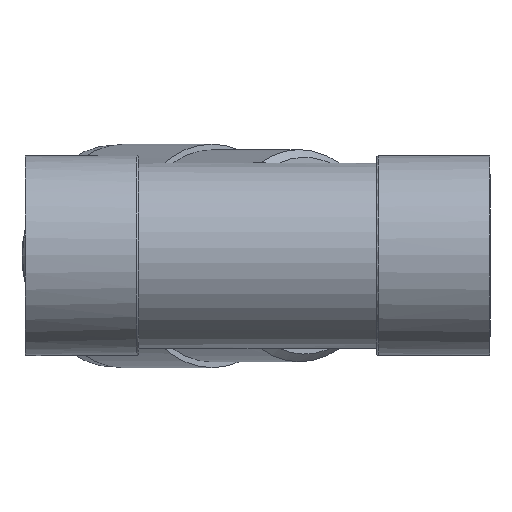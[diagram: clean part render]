
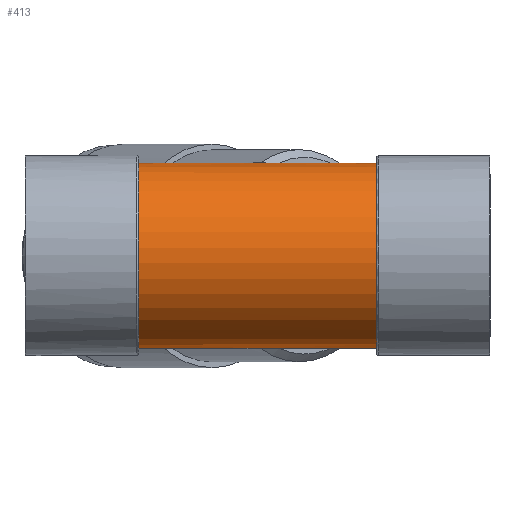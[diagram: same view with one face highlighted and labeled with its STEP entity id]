
A CAD part, top view. The second image highlights one B-rep face of the part: STEP entity #413.
In plain terms, the highlighted cylindrical face has radius 48.5 mm (diameter 97 mm), a partial arc.
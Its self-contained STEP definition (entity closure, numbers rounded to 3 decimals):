
#28=ELLIPSE($,#460,75.453,48.5);
#29=ELLIPSE($,#469,75.453,48.5);
#30=ELLIPSE($,#470,75.453,48.5);
#31=ELLIPSE($,#472,75.453,48.5);
#38=B_SPLINE_CURVE_WITH_KNOTS($,3,(#750,#751,#752,#753,#754,#755,#756,#757),
 .UNSPECIFIED.,.F.,.F.,(4,2,2,4),(21.702,21.835,22.608,
22.623),.UNSPECIFIED.);
#39=B_SPLINE_CURVE_WITH_KNOTS($,3,(#761,#762,#763,#764,#765,#766),
 .UNSPECIFIED.,.F.,.F.,(4,2,4),(13.771,14.305,14.785),
 .UNSPECIFIED.);
#41=B_SPLINE_CURVE_WITH_KNOTS($,3,(#792,#793,#794,#795,#796,#797,#798,#799),
 .UNSPECIFIED.,.F.,.F.,(4,2,2,4),(25.687,25.702,26.475,
26.608),.UNSPECIFIED.);
#43=B_SPLINE_CURVE_WITH_KNOTS($,3,(#822,#823,#824,#825,#826,#827),
 .UNSPECIFIED.,.F.,.F.,(4,2,4),(33.526,34.006,34.54),
 .UNSPECIFIED.);
#44=B_SPLINE_CURVE_WITH_KNOTS($,3,(#831,#832,#833,#834,#835,#836,#837,#838,
#839,#840,#841,#842,#843,#844),.UNSPECIFIED.,.F.,.F.,(4,2,2,2,2,2,4),(1.836,
3.082,4.725,6.368,7.711,9.053,
9.237),.UNSPECIFIED.);
#45=B_SPLINE_CURVE_WITH_KNOTS($,3,(#847,#848,#849,#850,#851,#852,#853,#854,
#855,#856,#857,#858,#859,#860),.UNSPECIFIED.,.F.,.F.,(4,2,2,2,2,2,4),(23.861,
24.044,25.322,26.6,28.166,29.732,
31.258),.UNSPECIFIED.);
#83=CYLINDRICAL_SURFACE($,#481,48.5);
#107=FACE_OUTER_BOUND($,#149,.T.);
#149=EDGE_LOOP($,(#362,#363,#364,#365,#366,#367,#368,#369,#370,#371,#372,
#373));
#175=CIRCLE($,#475,48.5);
#177=CIRCLE($,#480,48.5);
#202=VERTEX_POINT($,#748);
#203=VERTEX_POINT($,#749);
#204=VERTEX_POINT($,#758);
#205=VERTEX_POINT($,#760);
#208=VERTEX_POINT($,#790);
#209=VERTEX_POINT($,#791);
#212=VERTEX_POINT($,#819);
#213=VERTEX_POINT($,#821);
#214=VERTEX_POINT($,#830);
#215=VERTEX_POINT($,#845);
#216=VERTEX_POINT($,#864);
#217=VERTEX_POINT($,#867);
#243=EDGE_CURVE($,#202,#203,#38,.T.);
#245=EDGE_CURVE($,#204,#205,#39,.F.);
#249=EDGE_CURVE($,#204,#202,#28,.T.);
#250=EDGE_CURVE($,#208,#209,#41,.F.);
#254=EDGE_CURVE($,#212,#213,#43,.F.);
#256=EDGE_CURVE($,#214,#205,#44,.T.);
#258=EDGE_CURVE($,#212,#215,#45,.T.);
#262=EDGE_CURVE($,#215,#216,#29,.T.);
#263=EDGE_CURVE($,#217,#214,#30,.T.);
#265=EDGE_CURVE($,#208,#213,#31,.T.);
#267=EDGE_CURVE($,#217,#216,#175,.T.);
#269=EDGE_CURVE($,#203,#209,#177,.T.);
#362=ORIENTED_EDGE($,*,*,#262,.T.);
#363=ORIENTED_EDGE($,*,*,#267,.F.);
#364=ORIENTED_EDGE($,*,*,#263,.T.);
#365=ORIENTED_EDGE($,*,*,#256,.T.);
#366=ORIENTED_EDGE($,*,*,#245,.F.);
#367=ORIENTED_EDGE($,*,*,#249,.T.);
#368=ORIENTED_EDGE($,*,*,#243,.T.);
#369=ORIENTED_EDGE($,*,*,#269,.T.);
#370=ORIENTED_EDGE($,*,*,#250,.F.);
#371=ORIENTED_EDGE($,*,*,#265,.T.);
#372=ORIENTED_EDGE($,*,*,#254,.F.);
#373=ORIENTED_EDGE($,*,*,#258,.T.);
#413=ADVANCED_FACE($,(#107),#83,.T.);
#460=AXIS2_PLACEMENT_3D($,#788,#569,#570);
#469=AXIS2_PLACEMENT_3D($,#866,#588,#589);
#470=AXIS2_PLACEMENT_3D($,#868,#590,#591);
#472=AXIS2_PLACEMENT_3D($,#871,#595,#596);
#475=AXIS2_PLACEMENT_3D($,#874,#601,#602);
#480=AXIS2_PLACEMENT_3D($,#879,#611,#612);
#481=AXIS2_PLACEMENT_3D($,#880,#613,#614);
#569=DIRECTION('center_axis',(-0.643,0.,-0.766));
#570=DIRECTION('ref_axis',(0.766,0.,-0.643));
#588=DIRECTION('center_axis',(-0.643,0.,-0.766));
#589=DIRECTION('ref_axis',(0.766,0.,-0.643));
#590=DIRECTION('center_axis',(-0.643,0.,-0.766));
#591=DIRECTION('ref_axis',(0.766,0.,-0.643));
#595=DIRECTION('center_axis',(-0.643,0.,-0.766));
#596=DIRECTION('ref_axis',(0.766,0.,-0.643));
#601=DIRECTION('center_axis',(1.,0.,0.));
#602=DIRECTION('ref_axis',(0.,0.,-1.));
#611=DIRECTION('center_axis',(1.,0.,0.));
#612=DIRECTION('ref_axis',(0.,0.,-1.));
#613=DIRECTION('center_axis',(1.,0.,0.));
#614=DIRECTION('ref_axis',(0.,0.,-1.));
#748=CARTESIAN_POINT('',(18.887,-24.022,42.133));
#749=CARTESIAN_POINT('',(16.,-15.536,45.944));
#750=CARTESIAN_POINT('Ctrl Pts',(18.887,-24.022,42.133));
#751=CARTESIAN_POINT('Ctrl Pts',(18.722,-23.645,42.348));
#752=CARTESIAN_POINT('Ctrl Pts',(18.559,-23.262,42.559));
#753=CARTESIAN_POINT('Ctrl Pts',(17.479,-20.624,43.971));
#754=CARTESIAN_POINT('Ctrl Pts',(16.68,-18.201,45.034));
#755=CARTESIAN_POINT('Ctrl Pts',(16.024,-15.631,45.912));
#756=CARTESIAN_POINT('Ctrl Pts',(16.012,-15.584,45.928));
#757=CARTESIAN_POINT('Ctrl Pts',(16.,-15.536,45.944));
#758=CARTESIAN_POINT('',(67.113,-48.471,1.666));
#760=CARTESIAN_POINT('',(77.054,-48.478,-1.453));
#761=CARTESIAN_POINT('Ctrl Pts',(77.054,-48.478,-1.453));
#762=CARTESIAN_POINT('Ctrl Pts',(75.266,-48.492,-0.995));
#763=CARTESIAN_POINT('Ctrl Pts',(73.497,-48.501,-0.492));
#764=CARTESIAN_POINT('Ctrl Pts',(70.185,-48.499,0.555));
#765=CARTESIAN_POINT('Ctrl Pts',(68.638,-48.491,1.09));
#766=CARTESIAN_POINT('Ctrl Pts',(67.113,-48.471,1.666));
#788=CARTESIAN_POINT('Origin',(69.099,0.,0.));
#790=CARTESIAN_POINT('',(18.887,24.022,42.133));
#791=CARTESIAN_POINT('',(16.,15.536,45.944));
#792=CARTESIAN_POINT('Ctrl Pts',(16.,15.536,45.944));
#793=CARTESIAN_POINT('Ctrl Pts',(16.012,15.584,45.928));
#794=CARTESIAN_POINT('Ctrl Pts',(16.024,15.631,45.912));
#795=CARTESIAN_POINT('Ctrl Pts',(16.68,18.201,45.034));
#796=CARTESIAN_POINT('Ctrl Pts',(17.479,20.624,43.971));
#797=CARTESIAN_POINT('Ctrl Pts',(18.559,23.262,42.559));
#798=CARTESIAN_POINT('Ctrl Pts',(18.722,23.645,42.348));
#799=CARTESIAN_POINT('Ctrl Pts',(18.887,24.022,42.133));
#819=CARTESIAN_POINT('',(77.054,48.478,-1.453));
#821=CARTESIAN_POINT('',(67.113,48.471,1.666));
#822=CARTESIAN_POINT('Ctrl Pts',(67.113,48.471,1.666));
#823=CARTESIAN_POINT('Ctrl Pts',(68.638,48.491,1.09));
#824=CARTESIAN_POINT('Ctrl Pts',(70.185,48.499,0.555));
#825=CARTESIAN_POINT('Ctrl Pts',(73.497,48.501,-0.492));
#826=CARTESIAN_POINT('Ctrl Pts',(75.266,48.492,-0.995));
#827=CARTESIAN_POINT('Ctrl Pts',(77.054,48.478,-1.453));
#830=CARTESIAN_POINT('',(138.875,-27.932,39.649));
#831=CARTESIAN_POINT('Ctrl Pts',(138.875,-27.932,39.649));
#832=CARTESIAN_POINT('Ctrl Pts',(135.543,-30.398,37.912));
#833=CARTESIAN_POINT('Ctrl Pts',(132.05,-32.52,36.069));
#834=CARTESIAN_POINT('Ctrl Pts',(124.376,-36.635,31.955));
#835=CARTESIAN_POINT('Ctrl Pts',(119.46,-38.819,29.27));
#836=CARTESIAN_POINT('Ctrl Pts',(109.535,-42.501,23.607));
#837=CARTESIAN_POINT('Ctrl Pts',(104.529,-44.006,20.626));
#838=CARTESIAN_POINT('Ctrl Pts',(96.34,-46.073,15.363));
#839=CARTESIAN_POINT('Ctrl Pts',(92.332,-46.922,12.642));
#840=CARTESIAN_POINT('Ctrl Pts',(84.706,-48.134,6.681));
#841=CARTESIAN_POINT('Ctrl Pts',(81.098,-48.5,3.428));
#842=CARTESIAN_POINT('Ctrl Pts',(77.829,-48.5,-0.468));
#843=CARTESIAN_POINT('Ctrl Pts',(77.438,-48.493,-0.953));
#844=CARTESIAN_POINT('Ctrl Pts',(77.054,-48.478,-1.453));
#845=CARTESIAN_POINT('',(138.875,27.932,39.649));
#847=CARTESIAN_POINT('Ctrl Pts',(77.054,48.478,-1.453));
#848=CARTESIAN_POINT('Ctrl Pts',(77.438,48.493,-0.953));
#849=CARTESIAN_POINT('Ctrl Pts',(77.829,48.5,-0.468));
#850=CARTESIAN_POINT('Ctrl Pts',(80.96,48.5,3.263));
#851=CARTESIAN_POINT('Ctrl Pts',(84.378,48.166,6.384));
#852=CARTESIAN_POINT('Ctrl Pts',(91.607,47.054,12.111));
#853=CARTESIAN_POINT('Ctrl Pts',(95.409,46.273,14.73));
#854=CARTESIAN_POINT('Ctrl Pts',(103.192,44.375,19.799));
#855=CARTESIAN_POINT('Ctrl Pts',(107.959,42.994,22.674));
#856=CARTESIAN_POINT('Ctrl Pts',(117.441,39.631,28.142));
#857=CARTESIAN_POINT('Ctrl Pts',(122.15,37.644,30.738));
#858=CARTESIAN_POINT('Ctrl Pts',(130.444,33.479,35.222));
#859=CARTESIAN_POINT('Ctrl Pts',(134.8,30.948,37.524));
#860=CARTESIAN_POINT('Ctrl Pts',(138.875,27.932,39.649));
#864=CARTESIAN_POINT('',(140.5,29.774,38.285));
#866=CARTESIAN_POINT('Origin',(186.127,0.,0.));
#867=CARTESIAN_POINT('',(140.5,-29.774,38.285));
#868=CARTESIAN_POINT('Origin',(186.127,0.,0.));
#871=CARTESIAN_POINT('Origin',(69.099,0.,0.));
#874=CARTESIAN_POINT('Origin',(140.5,0.,0.));
#879=CARTESIAN_POINT('Origin',(16.,0.,0.));
#880=CARTESIAN_POINT('Origin',(78.25,0.,0.));
